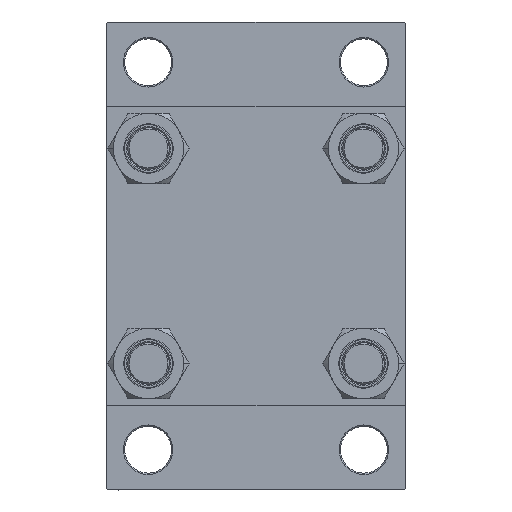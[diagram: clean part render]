
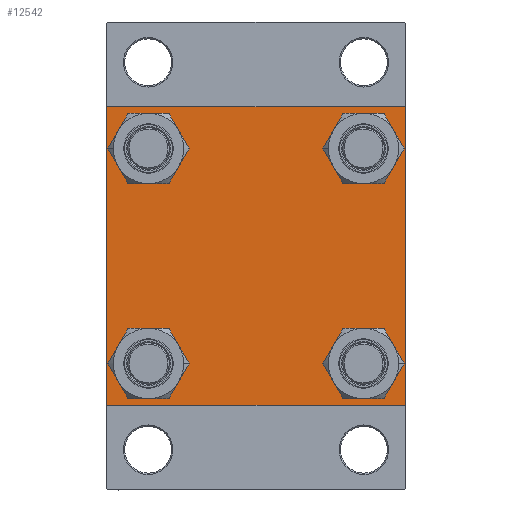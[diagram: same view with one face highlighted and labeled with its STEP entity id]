
A CAD part, left-side view. The second image highlights one B-rep face of the part: STEP entity #12542.
In plain terms, the highlighted planar face has unit normal (-1, 0, 0).
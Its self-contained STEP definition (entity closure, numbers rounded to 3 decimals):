
#49 = EDGE_CURVE ( 'NONE', #12639, #41077, #24280, .T. ) ;
#415 = CARTESIAN_POINT ( 'NONE',  ( 0., -57.25, 57.25 ) ) ;
#780 = VERTEX_POINT ( 'NONE', #11841 ) ;
#863 = ORIENTED_EDGE ( 'NONE', *, *, #8640, .T. ) ;
#904 = CARTESIAN_POINT ( 'NONE',  ( 0., -41.35, 32.85 ) ) ;
#1251 = DIRECTION ( 'NONE',  ( 0., -0.707, 0.707 ) ) ;
#1334 = CARTESIAN_POINT ( 'NONE',  ( 0., 57., 57.5 ) ) ;
#1906 = DIRECTION ( 'NONE',  ( 1., 0., 0. ) ) ;
#2101 = CARTESIAN_POINT ( 'NONE',  ( 0., -41.35, 49.85 ) ) ;
#2306 = ORIENTED_EDGE ( 'NONE', *, *, #24883, .T. ) ;
#2666 = DIRECTION ( 'NONE',  ( 1., 0., 0. ) ) ;
#2736 = DIRECTION ( 'NONE',  ( 1., 0., 0. ) ) ;
#3173 = EDGE_CURVE ( 'NONE', #18101, #23181, #13184, .T. ) ;
#3376 = CARTESIAN_POINT ( 'NONE',  ( 0., 41.35, -32.85 ) ) ;
#3549 = DIRECTION ( 'NONE',  ( 0., 0., 1. ) ) ;
#3682 = AXIS2_PLACEMENT_3D ( 'NONE', #47567, #2736, #28294 ) ;
#3903 = AXIS2_PLACEMENT_3D ( 'NONE', #22835, #49125, #37379 ) ;
#3909 = DIRECTION ( 'NONE',  ( 0., 0., 1. ) ) ;
#4180 = DIRECTION ( 'NONE',  ( 0., -1., 0. ) ) ;
#4390 = AXIS2_PLACEMENT_3D ( 'NONE', #24963, #1906, #43986 ) ;
#4548 = VERTEX_POINT ( 'NONE', #3376 ) ;
#4631 = VERTEX_POINT ( 'NONE', #1334 ) ;
#4728 = CIRCLE ( 'NONE', #3903, 8.5 ) ;
#5016 = LINE ( 'NONE', #47080, #13213 ) ;
#5863 = AXIS2_PLACEMENT_3D ( 'NONE', #36600, #32824, #29060 ) ;
#6166 = VECTOR ( 'NONE', #38247, 1000. ) ;
#6802 = AXIS2_PLACEMENT_3D ( 'NONE', #47753, #2666, #17691 ) ;
#6968 = DIRECTION ( 'NONE',  ( 0., 0.707, -0.707 ) ) ;
#7382 = CARTESIAN_POINT ( 'NONE',  ( 0., 41.35, -41.35 ) ) ;
#7411 = EDGE_LOOP ( 'NONE', ( #42077, #38021 ) ) ;
#7904 = CARTESIAN_POINT ( 'NONE',  ( 0., -41.35, -41.35 ) ) ;
#7919 = VERTEX_POINT ( 'NONE', #24500 ) ;
#8640 = EDGE_CURVE ( 'NONE', #4548, #7919, #41254, .T. ) ;
#9967 = CARTESIAN_POINT ( 'NONE',  ( 0., -57., -57.5 ) ) ;
#9978 = VERTEX_POINT ( 'NONE', #42095 ) ;
#11546 = FACE_BOUND ( 'NONE', #26162, .T. ) ;
#11752 = AXIS2_PLACEMENT_3D ( 'NONE', #7904, #22677, #3909 ) ;
#11841 = CARTESIAN_POINT ( 'NONE',  ( 0., -57.5, -57. ) ) ;
#12542 = ADVANCED_FACE ( 'NONE', ( #15302, #49356, #30812, #11546, #26815 ), #45118, .T. ) ;
#12639 = VERTEX_POINT ( 'NONE', #34095 ) ;
#13184 = CIRCLE ( 'NONE', #6802, 8.5 ) ;
#13213 = VECTOR ( 'NONE', #1251, 1000. ) ;
#13244 = CIRCLE ( 'NONE', #3682, 8.5 ) ;
#13308 = VERTEX_POINT ( 'NONE', #22338 ) ;
#15214 = LINE ( 'NONE', #30240, #33853 ) ;
#15302 = FACE_BOUND ( 'NONE', #23973, .T. ) ;
#15940 = DIRECTION ( 'NONE',  ( 0., -1., 0. ) ) ;
#16946 = AXIS2_PLACEMENT_3D ( 'NONE', #30570, #22328, #3549 ) ;
#17691 = DIRECTION ( 'NONE',  ( 0., 0., 1. ) ) ;
#17870 = ORIENTED_EDGE ( 'NONE', *, *, #34977, .T. ) ;
#18101 = VERTEX_POINT ( 'NONE', #904 ) ;
#18568 = ORIENTED_EDGE ( 'NONE', *, *, #39165, .F. ) ;
#18810 = LINE ( 'NONE', #32656, #33333 ) ;
#19279 = CARTESIAN_POINT ( 'NONE',  ( 0., 41.35, 49.85 ) ) ;
#19418 = EDGE_CURVE ( 'NONE', #4631, #21777, #15214, .T. ) ;
#19576 = CIRCLE ( 'NONE', #4390, 8.5 ) ;
#19691 = CARTESIAN_POINT ( 'NONE',  ( 0., 57.5, -57.5 ) ) ;
#19777 = VECTOR ( 'NONE', #4180, 1000. ) ;
#20836 = CARTESIAN_POINT ( 'NONE',  ( 0., -41.35, -49.85 ) ) ;
#21777 = VERTEX_POINT ( 'NONE', #30981 ) ;
#22073 = DIRECTION ( 'NONE',  ( 0., 0., -1. ) ) ;
#22328 = DIRECTION ( 'NONE',  ( -1., 0., 0. ) ) ;
#22338 = CARTESIAN_POINT ( 'NONE',  ( 0., -57., 57.5 ) ) ;
#22677 = DIRECTION ( 'NONE',  ( 1., 0., 0. ) ) ;
#22835 = CARTESIAN_POINT ( 'NONE',  ( 0., -41.35, -41.35 ) ) ;
#22853 = EDGE_CURVE ( 'NONE', #23181, #18101, #19576, .T. ) ;
#22965 = LINE ( 'NONE', #31457, #19777 ) ;
#23181 = VERTEX_POINT ( 'NONE', #2101 ) ;
#23894 = EDGE_CURVE ( 'NONE', #41240, #780, #5016, .T. ) ;
#23973 = EDGE_LOOP ( 'NONE', ( #27693, #44882 ) ) ;
#24191 = VERTEX_POINT ( 'NONE', #27930 ) ;
#24280 = CIRCLE ( 'NONE', #5863, 8.5 ) ;
#24500 = CARTESIAN_POINT ( 'NONE',  ( 0., 41.35, -49.85 ) ) ;
#24883 = EDGE_CURVE ( 'NONE', #41077, #12639, #13244, .T. ) ;
#24963 = CARTESIAN_POINT ( 'NONE',  ( 0., -41.35, 41.35 ) ) ;
#26162 = EDGE_LOOP ( 'NONE', ( #2306, #43185 ) ) ;
#26711 = LINE ( 'NONE', #415, #6166 ) ;
#26815 = FACE_OUTER_BOUND ( 'NONE', #28619, .T. ) ;
#27693 = ORIENTED_EDGE ( 'NONE', *, *, #22853, .T. ) ;
#27905 = VECTOR ( 'NONE', #29510, 1000. ) ;
#27930 = CARTESIAN_POINT ( 'NONE',  ( 0., -41.35, -32.85 ) ) ;
#28294 = DIRECTION ( 'NONE',  ( 0., 0., 1. ) ) ;
#28619 = EDGE_LOOP ( 'NONE', ( #37889, #17870, #37618, #31151, #30159, #39341, #18568, #42619 ) ) ;
#29060 = DIRECTION ( 'NONE',  ( 0., 0., 1. ) ) ;
#29462 = EDGE_CURVE ( 'NONE', #24191, #31229, #30902, .T. ) ;
#29510 = DIRECTION ( 'NONE',  ( 0., -0.707, -0.707 ) ) ;
#29649 = EDGE_CURVE ( 'NONE', #21777, #30562, #18810, .T. ) ;
#30137 = VECTOR ( 'NONE', #15940, 1000. ) ;
#30159 = ORIENTED_EDGE ( 'NONE', *, *, #46807, .F. ) ;
#30240 = CARTESIAN_POINT ( 'NONE',  ( 0., 57.25, 57.25 ) ) ;
#30255 = CARTESIAN_POINT ( 'NONE',  ( 0., 57.25, -57.25 ) ) ;
#30410 = ORIENTED_EDGE ( 'NONE', *, *, #46351, .T. ) ;
#30562 = VERTEX_POINT ( 'NONE', #44608 ) ;
#30570 = CARTESIAN_POINT ( 'NONE',  ( 0., 0., 0. ) ) ;
#30812 = FACE_BOUND ( 'NONE', #36013, .T. ) ;
#30902 = CIRCLE ( 'NONE', #11752, 8.5 ) ;
#30981 = CARTESIAN_POINT ( 'NONE',  ( 0., 57.5, 57. ) ) ;
#31151 = ORIENTED_EDGE ( 'NONE', *, *, #23894, .T. ) ;
#31229 = VERTEX_POINT ( 'NONE', #20836 ) ;
#31457 = CARTESIAN_POINT ( 'NONE',  ( 0., 57.5, 57.5 ) ) ;
#31889 = VECTOR ( 'NONE', #44329, 1000. ) ;
#32656 = CARTESIAN_POINT ( 'NONE',  ( 0., 57.5, 57.5 ) ) ;
#32824 = DIRECTION ( 'NONE',  ( 1., 0., 0. ) ) ;
#32890 = DIRECTION ( 'NONE',  ( 1., 0., 0. ) ) ;
#33237 = AXIS2_PLACEMENT_3D ( 'NONE', #48670, #32890, #44924 ) ;
#33333 = VECTOR ( 'NONE', #22073, 1000. ) ;
#33853 = VECTOR ( 'NONE', #6968, 1000. ) ;
#34095 = CARTESIAN_POINT ( 'NONE',  ( 0., 41.35, 32.85 ) ) ;
#34414 = DIRECTION ( 'NONE',  ( 0., 0., 1. ) ) ;
#34977 = EDGE_CURVE ( 'NONE', #30562, #41999, #45042, .T. ) ;
#35843 = CARTESIAN_POINT ( 'NONE',  ( 0., -57.5, 57.5 ) ) ;
#36013 = EDGE_LOOP ( 'NONE', ( #863, #30410 ) ) ;
#36083 = LINE ( 'NONE', #35843, #31889 ) ;
#36600 = CARTESIAN_POINT ( 'NONE',  ( 0., 41.35, 41.35 ) ) ;
#37379 = DIRECTION ( 'NONE',  ( 0., 0., 1. ) ) ;
#37618 = ORIENTED_EDGE ( 'NONE', *, *, #41978, .T. ) ;
#37889 = ORIENTED_EDGE ( 'NONE', *, *, #29649, .T. ) ;
#38021 = ORIENTED_EDGE ( 'NONE', *, *, #46625, .T. ) ;
#38243 = CARTESIAN_POINT ( 'NONE',  ( 0., 57., -57.5 ) ) ;
#38247 = DIRECTION ( 'NONE',  ( 0., 0.707, 0.707 ) ) ;
#39165 = EDGE_CURVE ( 'NONE', #4631, #13308, #22965, .T. ) ;
#39193 = EDGE_CURVE ( 'NONE', #9978, #13308, #26711, .T. ) ;
#39341 = ORIENTED_EDGE ( 'NONE', *, *, #39193, .T. ) ;
#41077 = VERTEX_POINT ( 'NONE', #19279 ) ;
#41240 = VERTEX_POINT ( 'NONE', #9967 ) ;
#41254 = CIRCLE ( 'NONE', #33237, 8.5 ) ;
#41978 = EDGE_CURVE ( 'NONE', #41999, #41240, #46238, .T. ) ;
#41999 = VERTEX_POINT ( 'NONE', #38243 ) ;
#42077 = ORIENTED_EDGE ( 'NONE', *, *, #29462, .T. ) ;
#42095 = CARTESIAN_POINT ( 'NONE',  ( 0., -57.5, 57. ) ) ;
#42619 = ORIENTED_EDGE ( 'NONE', *, *, #19418, .T. ) ;
#43185 = ORIENTED_EDGE ( 'NONE', *, *, #49, .T. ) ;
#43986 = DIRECTION ( 'NONE',  ( 0., 0., 1. ) ) ;
#44329 = DIRECTION ( 'NONE',  ( 0., 0., -1. ) ) ;
#44608 = CARTESIAN_POINT ( 'NONE',  ( 0., 57.5, -57. ) ) ;
#44882 = ORIENTED_EDGE ( 'NONE', *, *, #3173, .T. ) ;
#44924 = DIRECTION ( 'NONE',  ( 0., 0., 1. ) ) ;
#45042 = LINE ( 'NONE', #30255, #27905 ) ;
#45118 = PLANE ( 'NONE',  #16946 ) ;
#45445 = AXIS2_PLACEMENT_3D ( 'NONE', #7382, #45926, #34414 ) ;
#45473 = CIRCLE ( 'NONE', #45445, 8.5 ) ;
#45926 = DIRECTION ( 'NONE',  ( 1., 0., 0. ) ) ;
#46238 = LINE ( 'NONE', #19691, #30137 ) ;
#46351 = EDGE_CURVE ( 'NONE', #7919, #4548, #45473, .T. ) ;
#46625 = EDGE_CURVE ( 'NONE', #31229, #24191, #4728, .T. ) ;
#46807 = EDGE_CURVE ( 'NONE', #9978, #780, #36083, .T. ) ;
#47080 = CARTESIAN_POINT ( 'NONE',  ( 0., -57.25, -57.25 ) ) ;
#47567 = CARTESIAN_POINT ( 'NONE',  ( 0., 41.35, 41.35 ) ) ;
#47753 = CARTESIAN_POINT ( 'NONE',  ( 0., -41.35, 41.35 ) ) ;
#48670 = CARTESIAN_POINT ( 'NONE',  ( 0., 41.35, -41.35 ) ) ;
#49125 = DIRECTION ( 'NONE',  ( 1., 0., 0. ) ) ;
#49356 = FACE_BOUND ( 'NONE', #7411, .T. ) ;
